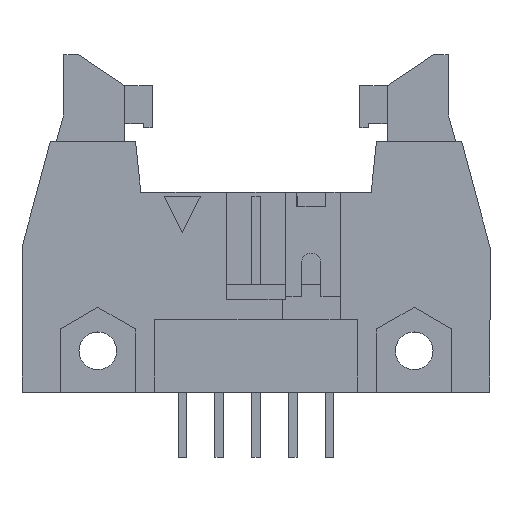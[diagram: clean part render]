
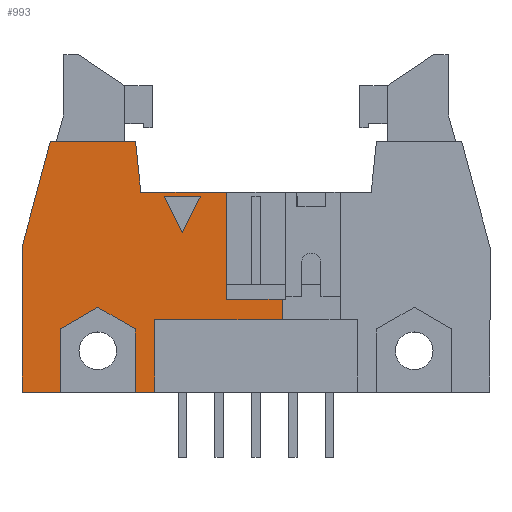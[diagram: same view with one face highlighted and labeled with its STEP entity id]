
A CAD part, top view. The second image highlights one B-rep face of the part: STEP entity #993.
In plain terms, the highlighted planar face has unit normal (0, 0, 1).
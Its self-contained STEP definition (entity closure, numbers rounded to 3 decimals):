
#775=FACE_BOUND('',#1594,.T.);
#776=FACE_BOUND('',#1595,.T.);
#993=ADVANCED_FACE('',(#775,#776),#1188,.T.);
#1188=PLANE('',#4695);
#1594=EDGE_LOOP('',(#2516,#2517,#2518));
#1595=EDGE_LOOP('',(#2519,#2520,#2521,#2522,#2523,#2524,#2525,#2526,#2527,
#2528,#2529,#2530,#2531,#2532,#2533,#2534));
#2516=ORIENTED_EDGE('',*,*,#3183,.T.);
#2517=ORIENTED_EDGE('',*,*,#3176,.T.);
#2518=ORIENTED_EDGE('',*,*,#3180,.T.);
#2519=ORIENTED_EDGE('',*,*,#3471,.T.);
#2520=ORIENTED_EDGE('',*,*,#3469,.T.);
#2521=ORIENTED_EDGE('',*,*,#3358,.T.);
#2522=ORIENTED_EDGE('',*,*,#3292,.F.);
#2523=ORIENTED_EDGE('',*,*,#3288,.F.);
#2524=ORIENTED_EDGE('',*,*,#3367,.F.);
#2525=ORIENTED_EDGE('',*,*,#3284,.F.);
#2526=ORIENTED_EDGE('',*,*,#3472,.F.);
#2527=ORIENTED_EDGE('',*,*,#3473,.F.);
#2528=ORIENTED_EDGE('',*,*,#3199,.T.);
#2529=ORIENTED_EDGE('',*,*,#3189,.T.);
#2530=ORIENTED_EDGE('',*,*,#3192,.T.);
#2531=ORIENTED_EDGE('',*,*,#3195,.T.);
#2532=ORIENTED_EDGE('',*,*,#3474,.F.);
#2533=ORIENTED_EDGE('',*,*,#3436,.T.);
#2534=ORIENTED_EDGE('',*,*,#3440,.T.);
#2774=VERTEX_POINT('',#6039);
#2775=VERTEX_POINT('',#6041);
#2777=VERTEX_POINT('',#6047);
#2781=VERTEX_POINT('',#6062);
#2784=VERTEX_POINT('',#6067);
#2786=VERTEX_POINT('',#6073);
#2788=VERTEX_POINT('',#6079);
#2790=VERTEX_POINT('',#6087);
#2845=VERTEX_POINT('',#6260);
#2846=VERTEX_POINT('',#6262);
#2849=VERTEX_POINT('',#6269);
#2850=VERTEX_POINT('',#6271);
#2851=VERTEX_POINT('',#6275);
#2899=VERTEX_POINT('',#6415);
#2951=VERTEX_POINT('',#6571);
#2952=VERTEX_POINT('',#6572);
#2953=VERTEX_POINT('',#6577);
#2970=VERTEX_POINT('',#6635);
#2971=VERTEX_POINT('',#6641);
#3176=EDGE_CURVE('',#2775,#2774,#3683,.T.);
#3180=EDGE_CURVE('',#2774,#2777,#3687,.T.);
#3183=EDGE_CURVE('',#2777,#2775,#3690,.T.);
#3189=EDGE_CURVE('',#2781,#2784,#3694,.T.);
#3192=EDGE_CURVE('',#2784,#2786,#3697,.T.);
#3195=EDGE_CURVE('',#2786,#2788,#3700,.T.);
#3199=EDGE_CURVE('',#2790,#2781,#3704,.T.);
#3284=EDGE_CURVE('',#2845,#2846,#3789,.T.);
#3288=EDGE_CURVE('',#2849,#2850,#3793,.T.);
#3292=EDGE_CURVE('',#2850,#2851,#3797,.T.);
#3358=EDGE_CURVE('',#2899,#2851,#3863,.T.);
#3367=EDGE_CURVE('',#2846,#2849,#3872,.T.);
#3436=EDGE_CURVE('',#2951,#2952,#3939,.T.);
#3440=EDGE_CURVE('',#2952,#2953,#3943,.T.);
#3469=EDGE_CURVE('',#2970,#2899,#3970,.T.);
#3471=EDGE_CURVE('',#2953,#2970,#3972,.T.);
#3472=EDGE_CURVE('',#2971,#2845,#3973,.T.);
#3473=EDGE_CURVE('',#2790,#2971,#3974,.T.);
#3474=EDGE_CURVE('',#2951,#2788,#3975,.T.);
#3683=LINE('',#6040,#4184);
#3687=LINE('',#6049,#4188);
#3690=LINE('',#6054,#4191);
#3694=LINE('',#6068,#4195);
#3697=LINE('',#6074,#4198);
#3700=LINE('',#6080,#4201);
#3704=LINE('',#6088,#4205);
#3789=LINE('',#6261,#4290);
#3793=LINE('',#6270,#4294);
#3797=LINE('',#6278,#4298);
#3863=LINE('',#6414,#4364);
#3872=LINE('',#6431,#4373);
#3939=LINE('',#6570,#4440);
#3943=LINE('',#6579,#4444);
#3970=LINE('',#6634,#4471);
#3972=LINE('',#6638,#4473);
#3973=LINE('',#6640,#4474);
#3974=LINE('',#6642,#4475);
#3975=LINE('',#6643,#4476);
#4184=VECTOR('',#5070,1.);
#4188=VECTOR('',#5076,1.);
#4191=VECTOR('',#5083,1.);
#4195=VECTOR('',#5095,1.);
#4198=VECTOR('',#5100,1.);
#4201=VECTOR('',#5105,1.);
#4205=VECTOR('',#5113,1.);
#4290=VECTOR('',#5264,1.);
#4294=VECTOR('',#5270,1.);
#4298=VECTOR('',#5276,1.);
#4364=VECTOR('',#5390,1.);
#4373=VECTOR('',#5405,1.);
#4440=VECTOR('',#5522,1.);
#4444=VECTOR('',#5528,1.);
#4471=VECTOR('',#5581,1.);
#4473=VECTOR('',#5585,1.);
#4474=VECTOR('',#5588,1.);
#4475=VECTOR('',#5589,1.);
#4476=VECTOR('',#5590,1.);
#4695=AXIS2_PLACEMENT_3D('',#6644,#5591,#5592);
#5070=DIRECTION('',(-0.447,-0.894,0.));
#5076=DIRECTION('',(-0.447,0.894,0.));
#5083=DIRECTION('',(1.,0.,0.));
#5095=DIRECTION('',(0.866,0.5,0.));
#5100=DIRECTION('',(0.866,-0.5,0.));
#5105=DIRECTION('',(0.,-1.,0.));
#5113=DIRECTION('',(0.,1.,0.));
#5264=DIRECTION('',(0.259,0.966,0.));
#5270=DIRECTION('',(0.103,-0.995,0.));
#5276=DIRECTION('',(1.,0.,0.));
#5390=DIRECTION('',(0.,1.,0.));
#5405=DIRECTION('',(1.,0.,0.));
#5522=DIRECTION('',(0.,1.,0.));
#5528=DIRECTION('',(1.,0.,0.));
#5581=DIRECTION('',(-1.,0.,0.));
#5585=DIRECTION('',(0.,1.,0.));
#5588=DIRECTION('',(0.,1.,0.));
#5589=DIRECTION('',(-1.,0.,0.));
#5590=DIRECTION('',(-1.,0.,0.));
#5591=DIRECTION('',(0.,0.,1.));
#5592=DIRECTION('',(1.,0.,0.));
#6039=CARTESIAN_POINT('',(-20.503,13.59,8.5));
#6040=CARTESIAN_POINT('',(-19.253,16.09,8.5));
#6041=CARTESIAN_POINT('',(-19.253,16.09,8.5));
#6047=CARTESIAN_POINT('',(-21.753,16.09,8.5));
#6049=CARTESIAN_POINT('',(-20.503,13.59,8.5));
#6054=CARTESIAN_POINT('',(-21.753,16.09,8.5));
#6062=CARTESIAN_POINT('',(-28.943,6.945,8.5));
#6067=CARTESIAN_POINT('',(-26.343,8.446,8.5));
#6068=CARTESIAN_POINT('',(-28.943,6.945,8.5));
#6073=CARTESIAN_POINT('',(-23.743,6.945,8.5));
#6074=CARTESIAN_POINT('',(-26.343,8.446,8.5));
#6079=CARTESIAN_POINT('',(-23.743,2.59,8.5));
#6080=CARTESIAN_POINT('',(-23.743,6.945,8.5));
#6087=CARTESIAN_POINT('',(-28.943,2.59,8.5));
#6088=CARTESIAN_POINT('',(-28.943,2.59,8.5));
#6260=CARTESIAN_POINT('',(-31.573,12.59,8.5));
#6261=CARTESIAN_POINT('',(-31.573,12.59,8.5));
#6262=CARTESIAN_POINT('',(-29.617,19.89,8.5));
#6269=CARTESIAN_POINT('',(-23.738,19.89,8.5));
#6270=CARTESIAN_POINT('',(-23.738,19.89,8.5));
#6271=CARTESIAN_POINT('',(-23.374,16.39,8.5));
#6275=CARTESIAN_POINT('',(-17.473,16.39,8.5));
#6278=CARTESIAN_POINT('',(-23.374,16.39,8.5));
#6414=CARTESIAN_POINT('',(-17.473,8.99,8.5));
#6415=CARTESIAN_POINT('',(-17.473,8.99,8.5));
#6431=CARTESIAN_POINT('',(-29.617,19.89,8.5));
#6570=CARTESIAN_POINT('',(-22.423,2.59,8.5));
#6571=CARTESIAN_POINT('',(-22.423,2.59,8.5));
#6572=CARTESIAN_POINT('',(-22.423,7.59,8.5));
#6577=CARTESIAN_POINT('',(-13.613,7.59,8.5));
#6579=CARTESIAN_POINT('',(-22.423,7.59,8.5));
#6634=CARTESIAN_POINT('',(-13.613,8.99,8.5));
#6635=CARTESIAN_POINT('',(-13.613,8.99,8.5));
#6638=CARTESIAN_POINT('',(-13.613,7.59,8.5));
#6640=CARTESIAN_POINT('',(-31.573,2.59,8.5));
#6641=CARTESIAN_POINT('',(-31.573,2.59,8.5));
#6642=CARTESIAN_POINT('',(-28.943,2.59,8.5));
#6643=CARTESIAN_POINT('',(-22.423,2.59,8.5));
#6644=CARTESIAN_POINT('',(-33.188,1.725,8.5));
